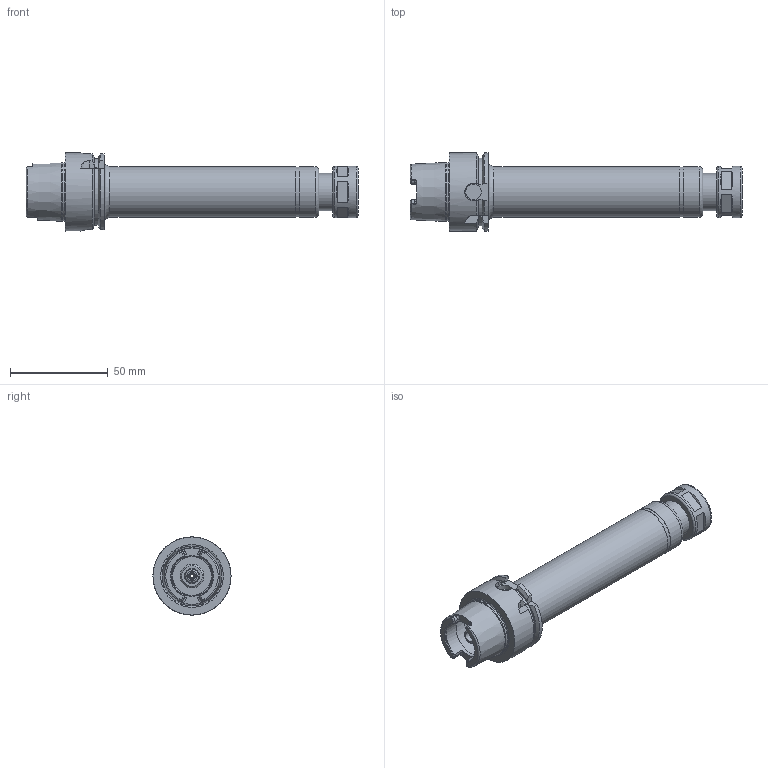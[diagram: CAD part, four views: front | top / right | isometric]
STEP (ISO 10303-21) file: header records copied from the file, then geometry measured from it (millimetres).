
FILE_DESCRIPTION((''),'2;1');
FILE_NAME('536013109150-3D.stp','2020-01-06T18:58:26',('nttooll'),(''),'Autodesk Inventor 2012','Autodesk Inventor 2012','');
FILE_SCHEMA(('AUTOMOTIVE_DESIGN { 1 0 10303 214 1 1 1 1 }'));
Length unit declared in the file: millimetre
Products named in the file (1): 536013109150-3D
Bounding box: 170 x 40 x 40 mm (x, y, z)
Volume: 82569.8 mm3; surface area: 25896 mm2
Topology: 1 solids, 1 shells, 191 faces, 422 edges, 262 vertices
Faces by surface type: plane 85, cylinder 53, cone 32, torus 21
Full cylindrical faces by diameter (mm): 1.7 x1, 3 x1, 3.5 x1, 5 x1, 5.103 x1, 6.5 x1, 7 x1, 7.5 x1, 7.787 x1, 8 x2, 8.8 x1, 9.3 x1, 10 x2, 10.5 x1, 12 x1, 13 x1, 13.5 x1, 15.5 x1, 19 x2, 21 x1, 21.8 x1, 25.5 x1, 25.6 x1, 26 x2, 26.3 x1, 29.8 x1, 40 x1
Entity records: 5079 total; most frequent: CARTESIAN_POINT 1059, DIRECTION 873, ORIENTED_EDGE 712, AXIS2_PLACEMENT_3D 369, EDGE_CURVE 356, EDGE_LOOP 283, VERTEX_POINT 257, FACE_OUTER_BOUND 191
